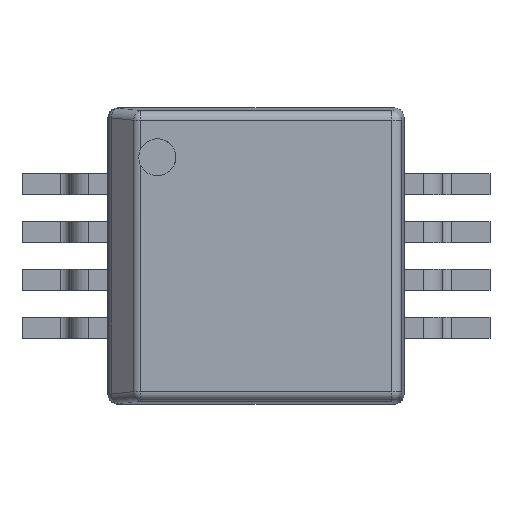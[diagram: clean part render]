
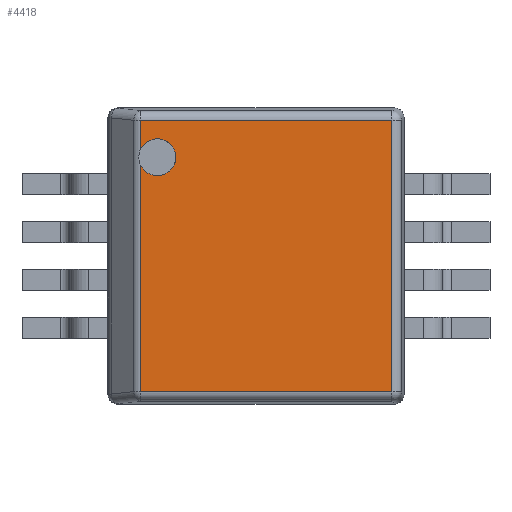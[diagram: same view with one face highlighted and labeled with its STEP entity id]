
A CAD part, top view. The second image highlights one B-rep face of the part: STEP entity #4418.
In plain terms, the highlighted planar face has unit normal (0, 0, 1).
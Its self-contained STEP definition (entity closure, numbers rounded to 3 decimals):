
#3459 = CYLINDRICAL_SURFACE('',#3460,0.1);
#3460 = AXIS2_PLACEMENT_3D('',#3461,#3462,#3463);
#3461 = CARTESIAN_POINT('',(0.3,0.129,0.85));
#3462 = DIRECTION('',(1.,0.,0.));
#3463 = DIRECTION('',(0.,-0.995,0.105));
#3608 = CYLINDRICAL_SURFACE('',#3609,0.1);
#3609 = AXIS2_PLACEMENT_3D('',#3610,#3611,#3612);
#3610 = CARTESIAN_POINT('',(0.3,2.971,0.85));
#3611 = DIRECTION('',(1.,0.,0.));
#3612 = DIRECTION('',(0.,0.995,0.105));
#3684 = CYLINDRICAL_SURFACE('',#3685,0.1);
#3685 = AXIS2_PLACEMENT_3D('',#3686,#3687,#3688);
#3686 = CARTESIAN_POINT('',(2.971,0.039,0.85));
#3687 = DIRECTION('',(0.,1.,0.));
#3688 = DIRECTION('',(0.995,0.,0.105));
#3987 = VERTEX_POINT('',#3988);
#3988 = CARTESIAN_POINT('',(2.971,0.129,0.95));
#4008 = EDGE_CURVE('',#4009,#3987,#4011,.T.);
#4009 = VERTEX_POINT('',#4010);
#4010 = CARTESIAN_POINT('',(0.341,0.129,0.95));
#4011 = SURFACE_CURVE('',#4012,(#4016,#4023),.PCURVE_S1.);
#4012 = LINE('',#4013,#4014);
#4013 = CARTESIAN_POINT('',(0.3,0.129,0.95));
#4014 = VECTOR('',#4015,1.);
#4015 = DIRECTION('',(1.,0.,0.));
#4016 = PCURVE('',#3459,#4017);
#4017 = DEFINITIONAL_REPRESENTATION('',(#4018),#4022);
#4018 = LINE('',#4019,#4020);
#4019 = CARTESIAN_POINT('',(4.817,0.));
#4020 = VECTOR('',#4021,1.);
#4021 = DIRECTION('',(0.,1.));
#4022 = ( GEOMETRIC_REPRESENTATION_CONTEXT(2) 
PARAMETRIC_REPRESENTATION_CONTEXT() REPRESENTATION_CONTEXT('2D SPACE',''
  ) );
#4023 = PCURVE('',#4024,#4029);
#4024 = PLANE('',#4025);
#4025 = AXIS2_PLACEMENT_3D('',#4026,#4027,#4028);
#4026 = CARTESIAN_POINT('',(0.,0.,0.95));
#4027 = DIRECTION('',(0.,0.,1.));
#4028 = DIRECTION('',(1.,0.,0.));
#4029 = DEFINITIONAL_REPRESENTATION('',(#4030),#4034);
#4030 = LINE('',#4031,#4032);
#4031 = CARTESIAN_POINT('',(0.3,0.129));
#4032 = VECTOR('',#4033,1.);
#4033 = DIRECTION('',(1.,0.));
#4034 = ( GEOMETRIC_REPRESENTATION_CONTEXT(2) 
PARAMETRIC_REPRESENTATION_CONTEXT() REPRESENTATION_CONTEXT('2D SPACE',''
  ) );
#4190 = VERTEX_POINT('',#4191);
#4191 = CARTESIAN_POINT('',(0.341,2.971,0.95));
#4228 = EDGE_CURVE('',#4190,#4229,#4231,.T.);
#4229 = VERTEX_POINT('',#4230);
#4230 = CARTESIAN_POINT('',(2.971,2.971,0.95));
#4231 = SURFACE_CURVE('',#4232,(#4236,#4243),.PCURVE_S1.);
#4232 = LINE('',#4233,#4234);
#4233 = CARTESIAN_POINT('',(0.3,2.971,0.95));
#4234 = VECTOR('',#4235,1.);
#4235 = DIRECTION('',(1.,0.,0.));
#4236 = PCURVE('',#3608,#4237);
#4237 = DEFINITIONAL_REPRESENTATION('',(#4238),#4242);
#4238 = LINE('',#4239,#4240);
#4239 = CARTESIAN_POINT('',(1.466,0.));
#4240 = VECTOR('',#4241,1.);
#4241 = DIRECTION('',(0.,1.));
#4242 = ( GEOMETRIC_REPRESENTATION_CONTEXT(2) 
PARAMETRIC_REPRESENTATION_CONTEXT() REPRESENTATION_CONTEXT('2D SPACE',''
  ) );
#4243 = PCURVE('',#4024,#4244);
#4244 = DEFINITIONAL_REPRESENTATION('',(#4245),#4249);
#4245 = LINE('',#4246,#4247);
#4246 = CARTESIAN_POINT('',(0.3,2.971));
#4247 = VECTOR('',#4248,1.);
#4248 = DIRECTION('',(1.,0.));
#4249 = ( GEOMETRIC_REPRESENTATION_CONTEXT(2) 
PARAMETRIC_REPRESENTATION_CONTEXT() REPRESENTATION_CONTEXT('2D SPACE',''
  ) );
#4294 = EDGE_CURVE('',#3987,#4229,#4295,.T.);
#4295 = SURFACE_CURVE('',#4296,(#4300,#4307),.PCURVE_S1.);
#4296 = LINE('',#4297,#4298);
#4297 = CARTESIAN_POINT('',(2.971,0.039,0.95));
#4298 = VECTOR('',#4299,1.);
#4299 = DIRECTION('',(0.,1.,0.));
#4300 = PCURVE('',#3684,#4301);
#4301 = DEFINITIONAL_REPRESENTATION('',(#4302),#4306);
#4302 = LINE('',#4303,#4304);
#4303 = CARTESIAN_POINT('',(4.817,0.));
#4304 = VECTOR('',#4305,1.);
#4305 = DIRECTION('',(0.,1.));
#4306 = ( GEOMETRIC_REPRESENTATION_CONTEXT(2) 
PARAMETRIC_REPRESENTATION_CONTEXT() REPRESENTATION_CONTEXT('2D SPACE',''
  ) );
#4307 = PCURVE('',#4024,#4308);
#4308 = DEFINITIONAL_REPRESENTATION('',(#4309),#4313);
#4309 = LINE('',#4310,#4311);
#4310 = CARTESIAN_POINT('',(2.971,0.039));
#4311 = VECTOR('',#4312,1.);
#4312 = DIRECTION('',(0.,1.));
#4313 = ( GEOMETRIC_REPRESENTATION_CONTEXT(2) 
PARAMETRIC_REPRESENTATION_CONTEXT() REPRESENTATION_CONTEXT('2D SPACE',''
  ) );
#4375 = CYLINDRICAL_SURFACE('',#4376,0.1);
#4376 = AXIS2_PLACEMENT_3D('',#4377,#4378,#4379);
#4377 = CARTESIAN_POINT('',(0.341,0.039,0.85));
#4378 = DIRECTION('',(0.,1.,0.));
#4379 = DIRECTION('',(-0.707,0.,0.707));
#4418 = ADVANCED_FACE('',(#4419),#4024,.T.);
#4419 = FACE_BOUND('',#4420,.T.);
#4420 = EDGE_LOOP('',(#4421,#4422,#4445,#4474,#4498,#4519,#4520));
#4421 = ORIENTED_EDGE('',*,*,#4228,.F.);
#4422 = ORIENTED_EDGE('',*,*,#4423,.F.);
#4423 = EDGE_CURVE('',#4424,#4190,#4426,.T.);
#4424 = VERTEX_POINT('',#4425);
#4425 = CARTESIAN_POINT('',(0.341,2.666,0.95));
#4426 = SURFACE_CURVE('',#4427,(#4431,#4438),.PCURVE_S1.);
#4427 = LINE('',#4428,#4429);
#4428 = CARTESIAN_POINT('',(0.341,0.039,0.95));
#4429 = VECTOR('',#4430,1.);
#4430 = DIRECTION('',(0.,1.,0.));
#4431 = PCURVE('',#4024,#4432);
#4432 = DEFINITIONAL_REPRESENTATION('',(#4433),#4437);
#4433 = LINE('',#4434,#4435);
#4434 = CARTESIAN_POINT('',(0.341,0.039));
#4435 = VECTOR('',#4436,1.);
#4436 = DIRECTION('',(0.,1.));
#4437 = ( GEOMETRIC_REPRESENTATION_CONTEXT(2) 
PARAMETRIC_REPRESENTATION_CONTEXT() REPRESENTATION_CONTEXT('2D SPACE',''
  ) );
#4438 = PCURVE('',#4375,#4439);
#4439 = DEFINITIONAL_REPRESENTATION('',(#4440),#4444);
#4440 = LINE('',#4441,#4442);
#4441 = CARTESIAN_POINT('',(0.785,0.));
#4442 = VECTOR('',#4443,1.);
#4443 = DIRECTION('',(0.,1.));
#4444 = ( GEOMETRIC_REPRESENTATION_CONTEXT(2) 
PARAMETRIC_REPRESENTATION_CONTEXT() REPRESENTATION_CONTEXT('2D SPACE',''
  ) );
#4445 = ORIENTED_EDGE('',*,*,#4446,.F.);
#4446 = EDGE_CURVE('',#4447,#4424,#4449,.T.);
#4447 = VERTEX_POINT('',#4448);
#4448 = CARTESIAN_POINT('',(0.71,2.583,0.95));
#4449 = SURFACE_CURVE('',#4450,(#4455,#4462),.PCURVE_S1.);
#4450 = CIRCLE('',#4451,0.194);
#4451 = AXIS2_PLACEMENT_3D('',#4452,#4453,#4454);
#4452 = CARTESIAN_POINT('',(0.517,2.583,0.95));
#4453 = DIRECTION('',(0.,0.,1.));
#4454 = DIRECTION('',(1.,0.,0.));
#4455 = PCURVE('',#4024,#4456);
#4456 = DEFINITIONAL_REPRESENTATION('',(#4457),#4461);
#4457 = CIRCLE('',#4458,0.194);
#4458 = AXIS2_PLACEMENT_2D('',#4459,#4460);
#4459 = CARTESIAN_POINT('',(0.517,2.583));
#4460 = DIRECTION('',(1.,0.));
#4461 = ( GEOMETRIC_REPRESENTATION_CONTEXT(2) 
PARAMETRIC_REPRESENTATION_CONTEXT() REPRESENTATION_CONTEXT('2D SPACE',''
  ) );
#4462 = PCURVE('',#4463,#4468);
#4463 = CYLINDRICAL_SURFACE('',#4464,0.194);
#4464 = AXIS2_PLACEMENT_3D('',#4465,#4466,#4467);
#4465 = CARTESIAN_POINT('',(0.517,2.583,0.85));
#4466 = DIRECTION('',(0.,0.,1.));
#4467 = DIRECTION('',(1.,0.,0.));
#4468 = DEFINITIONAL_REPRESENTATION('',(#4469),#4473);
#4469 = LINE('',#4470,#4471);
#4470 = CARTESIAN_POINT('',(0.,0.1));
#4471 = VECTOR('',#4472,1.);
#4472 = DIRECTION('',(1.,0.));
#4473 = ( GEOMETRIC_REPRESENTATION_CONTEXT(2) 
PARAMETRIC_REPRESENTATION_CONTEXT() REPRESENTATION_CONTEXT('2D SPACE',''
  ) );
#4474 = ORIENTED_EDGE('',*,*,#4475,.F.);
#4475 = EDGE_CURVE('',#4476,#4447,#4478,.T.);
#4476 = VERTEX_POINT('',#4477);
#4477 = CARTESIAN_POINT('',(0.341,2.501,0.95));
#4478 = SURFACE_CURVE('',#4479,(#4484,#4491),.PCURVE_S1.);
#4479 = CIRCLE('',#4480,0.194);
#4480 = AXIS2_PLACEMENT_3D('',#4481,#4482,#4483);
#4481 = CARTESIAN_POINT('',(0.517,2.583,0.95));
#4482 = DIRECTION('',(0.,0.,1.));
#4483 = DIRECTION('',(1.,0.,0.));
#4484 = PCURVE('',#4024,#4485);
#4485 = DEFINITIONAL_REPRESENTATION('',(#4486),#4490);
#4486 = CIRCLE('',#4487,0.194);
#4487 = AXIS2_PLACEMENT_2D('',#4488,#4489);
#4488 = CARTESIAN_POINT('',(0.517,2.583));
#4489 = DIRECTION('',(1.,0.));
#4490 = ( GEOMETRIC_REPRESENTATION_CONTEXT(2) 
PARAMETRIC_REPRESENTATION_CONTEXT() REPRESENTATION_CONTEXT('2D SPACE',''
  ) );
#4491 = PCURVE('',#4463,#4492);
#4492 = DEFINITIONAL_REPRESENTATION('',(#4493),#4497);
#4493 = LINE('',#4494,#4495);
#4494 = CARTESIAN_POINT('',(0.,0.1));
#4495 = VECTOR('',#4496,1.);
#4496 = DIRECTION('',(1.,0.));
#4497 = ( GEOMETRIC_REPRESENTATION_CONTEXT(2) 
PARAMETRIC_REPRESENTATION_CONTEXT() REPRESENTATION_CONTEXT('2D SPACE',''
  ) );
#4498 = ORIENTED_EDGE('',*,*,#4499,.F.);
#4499 = EDGE_CURVE('',#4009,#4476,#4500,.T.);
#4500 = SURFACE_CURVE('',#4501,(#4505,#4512),.PCURVE_S1.);
#4501 = LINE('',#4502,#4503);
#4502 = CARTESIAN_POINT('',(0.341,0.039,0.95));
#4503 = VECTOR('',#4504,1.);
#4504 = DIRECTION('',(0.,1.,0.));
#4505 = PCURVE('',#4024,#4506);
#4506 = DEFINITIONAL_REPRESENTATION('',(#4507),#4511);
#4507 = LINE('',#4508,#4509);
#4508 = CARTESIAN_POINT('',(0.341,0.039));
#4509 = VECTOR('',#4510,1.);
#4510 = DIRECTION('',(0.,1.));
#4511 = ( GEOMETRIC_REPRESENTATION_CONTEXT(2) 
PARAMETRIC_REPRESENTATION_CONTEXT() REPRESENTATION_CONTEXT('2D SPACE',''
  ) );
#4512 = PCURVE('',#4375,#4513);
#4513 = DEFINITIONAL_REPRESENTATION('',(#4514),#4518);
#4514 = LINE('',#4515,#4516);
#4515 = CARTESIAN_POINT('',(0.785,0.));
#4516 = VECTOR('',#4517,1.);
#4517 = DIRECTION('',(0.,1.));
#4518 = ( GEOMETRIC_REPRESENTATION_CONTEXT(2) 
PARAMETRIC_REPRESENTATION_CONTEXT() REPRESENTATION_CONTEXT('2D SPACE',''
  ) );
#4519 = ORIENTED_EDGE('',*,*,#4008,.T.);
#4520 = ORIENTED_EDGE('',*,*,#4294,.T.);
